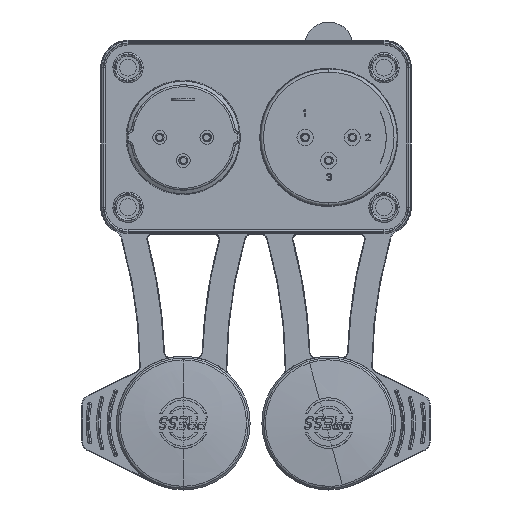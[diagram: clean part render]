
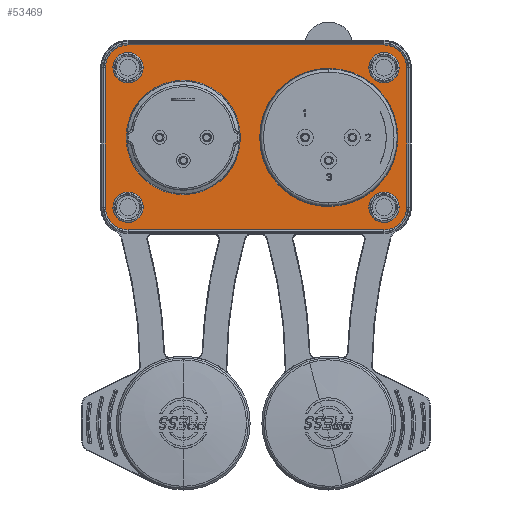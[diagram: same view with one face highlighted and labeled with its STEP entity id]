
A CAD part, front view. The second image highlights one B-rep face of the part: STEP entity #53469.
In plain terms, the highlighted planar face has unit normal (0, -1, 0).
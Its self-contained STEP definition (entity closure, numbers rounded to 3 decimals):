
#18431=CARTESIAN_POINT('',(0.,8.1,0.));
#18432=DIRECTION('',(0.,-1.,0.));
#18433=DIRECTION('',(-1.,0.,0.));
#18434=AXIS2_PLACEMENT_3D('',#18431,#18432,#18433);
#18436=CARTESIAN_POINT('',(0.,8.1,0.));
#18437=DIRECTION('',(0.,-1.,0.));
#18438=DIRECTION('',(1.,0.,0.));
#18439=AXIS2_PLACEMENT_3D('',#18436,#18437,#18438);
#18441=CARTESIAN_POINT('',(25.,8.1,0.));
#18442=DIRECTION('',(0.,-1.,0.));
#18443=DIRECTION('',(0.,0.,-1.));
#18444=AXIS2_PLACEMENT_3D('',#18441,#18442,#18443);
#18446=CARTESIAN_POINT('',(25.,8.1,0.));
#18447=DIRECTION('',(0.,-1.,0.));
#18448=DIRECTION('',(0.,0.,1.));
#18449=AXIS2_PLACEMENT_3D('',#18446,#18447,#18448);
#18451=DIRECTION('',(-1.,0.,0.));
#18452=VECTOR('',#18451,44.);
#18453=CARTESIAN_POINT('',(34.5,8.1,-15.9));
#18454=LINE('',#18453,#18452);
#18455=CARTESIAN_POINT('',(-9.5,8.1,-12.));
#18456=DIRECTION('',(0.,1.,0.));
#18457=DIRECTION('',(0.,0.,-1.));
#18458=AXIS2_PLACEMENT_3D('',#18455,#18456,#18457);
#18460=DIRECTION('',(0.,0.,1.));
#18461=VECTOR('',#18460,24.);
#18462=CARTESIAN_POINT('',(-13.4,8.1,-12.));
#18463=LINE('',#18462,#18461);
#18464=CARTESIAN_POINT('',(-9.5,8.1,12.));
#18465=DIRECTION('',(0.,1.,0.));
#18466=DIRECTION('',(-1.,0.,0.));
#18467=AXIS2_PLACEMENT_3D('',#18464,#18465,#18466);
#18469=CARTESIAN_POINT('',(34.5,8.1,12.));
#18470=DIRECTION('',(0.,1.,0.));
#18471=DIRECTION('',(0.,0.,1.));
#18472=AXIS2_PLACEMENT_3D('',#18469,#18470,#18471);
#18474=DIRECTION('',(0.,0.,-1.));
#18475=VECTOR('',#18474,24.);
#18476=CARTESIAN_POINT('',(38.4,8.1,12.));
#18477=LINE('',#18476,#18475);
#18478=CARTESIAN_POINT('',(34.5,8.1,-12.));
#18479=DIRECTION('',(0.,1.,0.));
#18480=DIRECTION('',(1.,0.,0.));
#18481=AXIS2_PLACEMENT_3D('',#18478,#18479,#18480);
#18483=CARTESIAN_POINT('',(-9.5,8.1,12.));
#18484=DIRECTION('',(0.,-1.,0.));
#18485=DIRECTION('',(1.,0.,0.));
#18486=AXIS2_PLACEMENT_3D('',#18483,#18484,#18485);
#18488=CARTESIAN_POINT('',(-9.5,8.1,12.));
#18489=DIRECTION('',(0.,-1.,0.));
#18490=DIRECTION('',(-1.,0.,0.));
#18491=AXIS2_PLACEMENT_3D('',#18488,#18489,#18490);
#18493=CARTESIAN_POINT('',(34.5,8.1,12.));
#18494=DIRECTION('',(0.,-1.,0.));
#18495=DIRECTION('',(1.,0.,0.));
#18496=AXIS2_PLACEMENT_3D('',#18493,#18494,#18495);
#18498=CARTESIAN_POINT('',(34.5,8.1,12.));
#18499=DIRECTION('',(0.,-1.,0.));
#18500=DIRECTION('',(-1.,0.,0.));
#18501=AXIS2_PLACEMENT_3D('',#18498,#18499,#18500);
#18503=CARTESIAN_POINT('',(34.5,8.1,-12.));
#18504=DIRECTION('',(0.,-1.,0.));
#18505=DIRECTION('',(-1.,0.,0.));
#18506=AXIS2_PLACEMENT_3D('',#18503,#18504,#18505);
#18508=CARTESIAN_POINT('',(34.5,8.1,-12.));
#18509=DIRECTION('',(0.,-1.,0.));
#18510=DIRECTION('',(1.,0.,0.));
#18511=AXIS2_PLACEMENT_3D('',#18508,#18509,#18510);
#18513=CARTESIAN_POINT('',(-9.5,8.1,-12.));
#18514=DIRECTION('',(0.,-1.,0.));
#18515=DIRECTION('',(-1.,0.,0.));
#18516=AXIS2_PLACEMENT_3D('',#18513,#18514,#18515);
#18518=CARTESIAN_POINT('',(-9.5,8.1,-12.));
#18519=DIRECTION('',(0.,-1.,0.));
#18520=DIRECTION('',(1.,0.,0.));
#18521=AXIS2_PLACEMENT_3D('',#18518,#18519,#18520);
#22025=DIRECTION('',(-1.,0.,0.));
#22026=VECTOR('',#22025,44.);
#22027=CARTESIAN_POINT('',(34.5,8.1,15.9));
#22028=LINE('',#22027,#22026);
#22759=CARTESIAN_POINT('',(-9.5,8.1,-15.9));
#22760=CARTESIAN_POINT('',(-13.4,8.1,-12.));
#22761=VERTEX_POINT('',#22759);
#22762=VERTEX_POINT('',#22760);
#22763=CARTESIAN_POINT('',(-13.4,8.1,12.));
#22764=VERTEX_POINT('',#22763);
#22765=CARTESIAN_POINT('',(-9.5,8.1,15.9));
#22766=VERTEX_POINT('',#22765);
#22767=CARTESIAN_POINT('',(34.5,8.1,15.9));
#22768=VERTEX_POINT('',#22767);
#22769=CARTESIAN_POINT('',(38.4,8.1,12.));
#22770=VERTEX_POINT('',#22769);
#22771=CARTESIAN_POINT('',(38.4,8.1,-12.));
#22772=VERTEX_POINT('',#22771);
#22773=CARTESIAN_POINT('',(34.5,8.1,-15.9));
#22774=VERTEX_POINT('',#22773);
#22775=CARTESIAN_POINT('',(-12.1,8.1,-12.));
#22776=CARTESIAN_POINT('',(-6.9,8.1,-12.));
#22777=VERTEX_POINT('',#22775);
#22778=VERTEX_POINT('',#22776);
#22779=CARTESIAN_POINT('',(31.9,8.1,-12.));
#22780=CARTESIAN_POINT('',(37.1,8.1,-12.));
#22781=VERTEX_POINT('',#22779);
#22782=VERTEX_POINT('',#22780);
#22783=CARTESIAN_POINT('',(37.1,8.1,12.));
#22784=CARTESIAN_POINT('',(31.9,8.1,12.));
#22785=VERTEX_POINT('',#22783);
#22786=VERTEX_POINT('',#22784);
#22787=CARTESIAN_POINT('',(-6.9,8.1,12.));
#22788=CARTESIAN_POINT('',(-12.1,8.1,12.));
#22789=VERTEX_POINT('',#22787);
#22790=VERTEX_POINT('',#22788);
#27467=CARTESIAN_POINT('',(9.824,8.1,0.));
#27468=VERTEX_POINT('',#27467);
#27469=CARTESIAN_POINT('',(-9.824,8.1,0.));
#27470=VERTEX_POINT('',#27469);
#27471=CARTESIAN_POINT('',(25.,8.1,-11.876));
#27472=VERTEX_POINT('',#27471);
#27473=CARTESIAN_POINT('',(25.,8.1,11.876));
#27474=VERTEX_POINT('',#27473);
#53412=CARTESIAN_POINT('',(-11.984,8.1,-12.));
#53413=DIRECTION('',(0.,-1.,0.));
#53414=DIRECTION('',(1.,0.,0.));
#53415=AXIS2_PLACEMENT_3D('',#53412,#53413,#53414);
#53416=PLANE('',#53415);
#53417=ORIENTED_EDGE('',*,*,#53405,.T.);
#53418=ORIENTED_EDGE('',*,*,#27903,.T.);
#53420=ORIENTED_EDGE('',*,*,#53419,.T.);
#53422=ORIENTED_EDGE('',*,*,#53421,.T.);
#53424=ORIENTED_EDGE('',*,*,#53423,.F.);
#53426=ORIENTED_EDGE('',*,*,#53425,.T.);
#53428=ORIENTED_EDGE('',*,*,#53427,.T.);
#53430=ORIENTED_EDGE('',*,*,#53429,.T.);
#53431=EDGE_LOOP('',(#53417,#53418,#53420,#53422,#53424,#53426,#53428,#53430));
#53432=FACE_OUTER_BOUND('',#53431,.F.);
#53434=ORIENTED_EDGE('',*,*,#53433,.T.);
#53436=ORIENTED_EDGE('',*,*,#53435,.T.);
#53437=EDGE_LOOP('',(#53434,#53436));
#53438=FACE_BOUND('',#53437,.F.);
#53440=ORIENTED_EDGE('',*,*,#53439,.T.);
#53442=ORIENTED_EDGE('',*,*,#53441,.T.);
#53443=EDGE_LOOP('',(#53440,#53442));
#53444=FACE_BOUND('',#53443,.F.);
#53446=ORIENTED_EDGE('',*,*,#53445,.T.);
#53448=ORIENTED_EDGE('',*,*,#53447,.T.);
#53449=EDGE_LOOP('',(#53446,#53448));
#53450=FACE_BOUND('',#53449,.F.);
#53452=ORIENTED_EDGE('',*,*,#53451,.T.);
#53454=ORIENTED_EDGE('',*,*,#53453,.T.);
#53455=EDGE_LOOP('',(#53452,#53454));
#53456=FACE_BOUND('',#53455,.F.);
#53458=ORIENTED_EDGE('',*,*,#53457,.T.);
#53460=ORIENTED_EDGE('',*,*,#53459,.T.);
#53461=EDGE_LOOP('',(#53458,#53460));
#53462=FACE_BOUND('',#53461,.F.);
#53464=ORIENTED_EDGE('',*,*,#53463,.T.);
#53466=ORIENTED_EDGE('',*,*,#53465,.T.);
#53467=EDGE_LOOP('',(#53464,#53466));
#53468=FACE_BOUND('',#53467,.F.);
#53469=ADVANCED_FACE('',(#53432,#53438,#53444,#53450,#53456,#53462,#53468),
#53416,.T.);
#18435=CIRCLE('',#18434,9.824);
#18440=CIRCLE('',#18439,9.824);
#18445=CIRCLE('',#18444,11.876);
#18450=CIRCLE('',#18449,11.876);
#18459=CIRCLE('',#18458,3.9);
#18468=CIRCLE('',#18467,3.9);
#18473=CIRCLE('',#18472,3.9);
#18482=CIRCLE('',#18481,3.9);
#18487=CIRCLE('',#18486,2.6);
#18492=CIRCLE('',#18491,2.6);
#18497=CIRCLE('',#18496,2.6);
#18502=CIRCLE('',#18501,2.6);
#18507=CIRCLE('',#18506,2.6);
#18512=CIRCLE('',#18511,2.6);
#18517=CIRCLE('',#18516,2.6);
#18522=CIRCLE('',#18521,2.6);
#27903=EDGE_CURVE('',#22761,#22762,#18459,.T.);
#53405=EDGE_CURVE('',#22774,#22761,#18454,.T.);
#53419=EDGE_CURVE('',#22762,#22764,#18463,.T.);
#53421=EDGE_CURVE('',#22764,#22766,#18468,.T.);
#53423=EDGE_CURVE('',#22768,#22766,#22028,.T.);
#53425=EDGE_CURVE('',#22768,#22770,#18473,.T.);
#53427=EDGE_CURVE('',#22770,#22772,#18477,.T.);
#53429=EDGE_CURVE('',#22772,#22774,#18482,.T.);
#53433=EDGE_CURVE('',#27472,#27474,#18445,.T.);
#53435=EDGE_CURVE('',#27474,#27472,#18450,.T.);
#53439=EDGE_CURVE('',#27470,#27468,#18435,.T.);
#53441=EDGE_CURVE('',#27468,#27470,#18440,.T.);
#53445=EDGE_CURVE('',#22789,#22790,#18487,.T.);
#53447=EDGE_CURVE('',#22790,#22789,#18492,.T.);
#53451=EDGE_CURVE('',#22785,#22786,#18497,.T.);
#53453=EDGE_CURVE('',#22786,#22785,#18502,.T.);
#53457=EDGE_CURVE('',#22781,#22782,#18507,.T.);
#53459=EDGE_CURVE('',#22782,#22781,#18512,.T.);
#53463=EDGE_CURVE('',#22777,#22778,#18517,.T.);
#53465=EDGE_CURVE('',#22778,#22777,#18522,.T.);
